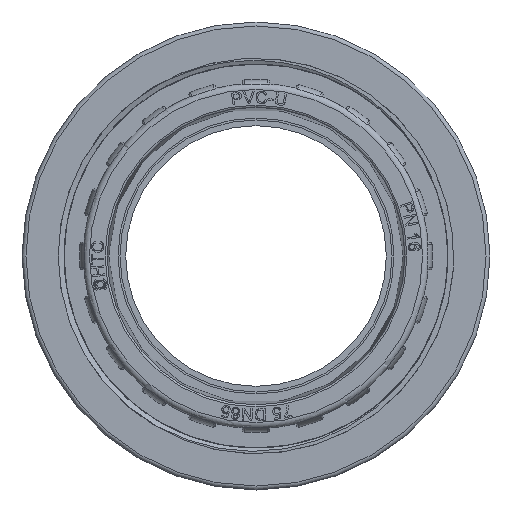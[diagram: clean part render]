
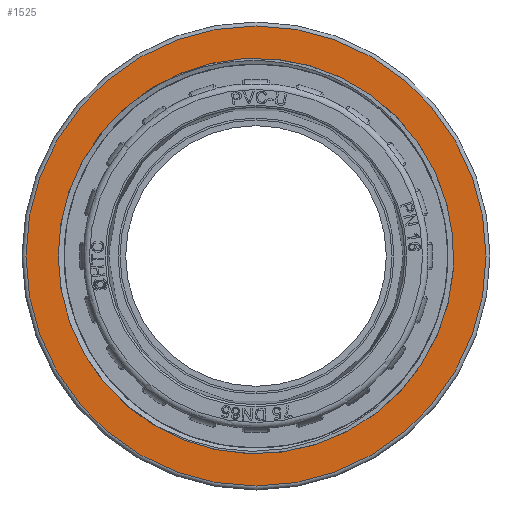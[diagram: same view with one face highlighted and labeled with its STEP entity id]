
A CAD part, front view. The second image highlights one B-rep face of the part: STEP entity #1525.
In plain terms, the highlighted planar face has unit normal (0, -1, 0).
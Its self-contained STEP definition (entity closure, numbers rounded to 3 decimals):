
#1525=ADVANCED_FACE('',(#5189,#5190),#2461,.T.);
#2461=PLANE('',#16880);
#2831=CIRCLE('',#16874,58.35);
#2834=CIRCLE('',#16879,50.165);
#5189=FACE_BOUND('',#5334,.T.);
#5190=FACE_BOUND('',#5335,.T.);
#5334=EDGE_LOOP('',(#6539));
#5335=EDGE_LOOP('',(#6540));
#6539=ORIENTED_EDGE('',*,*,#13144,.T.);
#6540=ORIENTED_EDGE('',*,*,#13147,.T.);
#11503=VERTEX_POINT('',#22283);
#11506=VERTEX_POINT('',#22291);
#13144=EDGE_CURVE('',#11503,#11503,#2831,.T.);
#13147=EDGE_CURVE('',#11506,#11506,#2834,.T.);
#16874=AXIS2_PLACEMENT_3D('',#22282,#17965,#17966);
#16879=AXIS2_PLACEMENT_3D('',#22290,#17975,#17976);
#16880=AXIS2_PLACEMENT_3D('',#22292,#17977,#17978);
#17965=DIRECTION('',(0.,-1.,0.));
#17966=DIRECTION('',(-1.,0.,0.));
#17975=DIRECTION('',(0.,1.,0.));
#17976=DIRECTION('',(-1.,0.,0.));
#17977=DIRECTION('',(0.,-1.,0.));
#17978=DIRECTION('',(-1.,0.,0.));
#22282=CARTESIAN_POINT('',(1574.156,92.375,0.));
#22283=CARTESIAN_POINT('',(1515.806,92.375,0.));
#22290=CARTESIAN_POINT('',(1574.156,92.375,0.));
#22291=CARTESIAN_POINT('',(1523.991,92.375,0.));
#22292=CARTESIAN_POINT('',(1574.156,92.375,0.));
